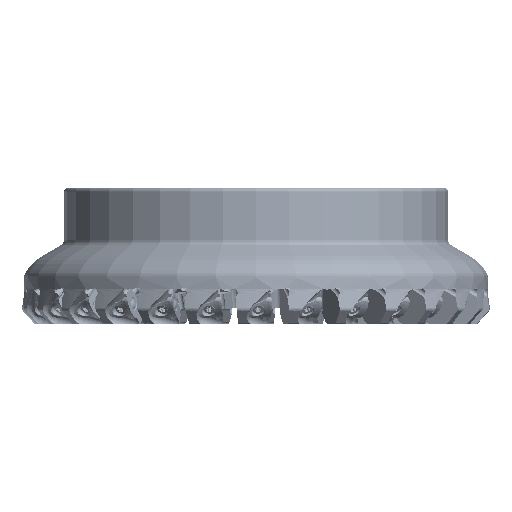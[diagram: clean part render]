
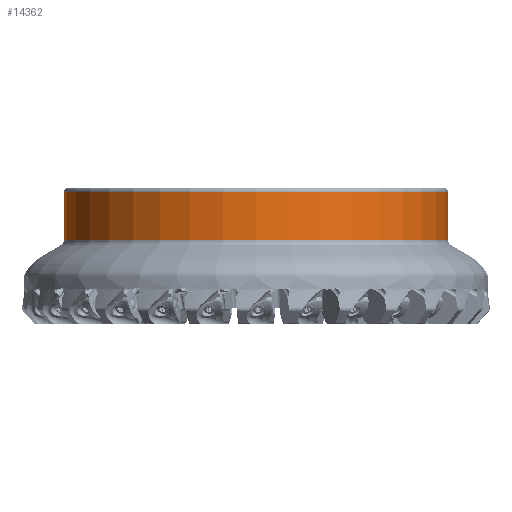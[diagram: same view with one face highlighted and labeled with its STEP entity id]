
A CAD part, front view. The second image highlights one B-rep face of the part: STEP entity #14362.
In plain terms, the highlighted cylindrical face has radius 87.5 mm (diameter 175 mm), a partial arc.
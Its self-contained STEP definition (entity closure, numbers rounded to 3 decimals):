
#3275=CYLINDRICAL_SURFACE('',#82131,87.5);
#6123=LINE('',#143830,#9905);
#6124=LINE('',#143832,#9906);
#9905=VECTOR('',#96577,1.);
#9906=VECTOR('',#96578,1.);
#14362=ADVANCED_FACE('',(#19582),#3275,.T.);
#19582=FACE_OUTER_BOUND('',#23916,.T.);
#23916=EDGE_LOOP('',(#41615,#41616,#41617,#41618));
#27944=CIRCLE('',#82128,87.5);
#27945=CIRCLE('',#82130,87.5);
#41615=ORIENTED_EDGE('',*,*,#67469,.F.);
#41616=ORIENTED_EDGE('',*,*,#67468,.F.);
#41617=ORIENTED_EDGE('',*,*,#67470,.F.);
#41618=ORIENTED_EDGE('',*,*,#67471,.F.);
#57973=VERTEX_POINT('',#143823);
#57974=VERTEX_POINT('',#143825);
#57975=VERTEX_POINT('',#143831);
#57976=VERTEX_POINT('',#143833);
#67468=EDGE_CURVE('',#57974,#57973,#27944,.T.);
#67469=EDGE_CURVE('',#57973,#57975,#6123,.T.);
#67470=EDGE_CURVE('',#57976,#57974,#6124,.T.);
#67471=EDGE_CURVE('',#57975,#57976,#27945,.T.);
#82128=AXIS2_PLACEMENT_3D('',#143828,#96573,#96574);
#82130=AXIS2_PLACEMENT_3D('',#143834,#96579,#96580);
#82131=AXIS2_PLACEMENT_3D('',#143835,#96581,#96582);
#96573=DIRECTION('',(0.,0.,-1.));
#96574=DIRECTION('',(1.,0.,0.));
#96577=DIRECTION('',(0.,0.,1.));
#96578=DIRECTION('',(0.,0.,-1.));
#96579=DIRECTION('',(0.,0.,1.));
#96580=DIRECTION('',(-1.,0.,0.));
#96581=DIRECTION('',(0.,0.,-1.));
#96582=DIRECTION('',(-1.,0.,0.));
#143823=CARTESIAN_POINT('',(-87.5,0.,-23.723));
#143825=CARTESIAN_POINT('',(87.5,0.,-23.723));
#143828=CARTESIAN_POINT('',(0.,0.,-23.723));
#143830=CARTESIAN_POINT('',(-87.5,0.,-23.723));
#143831=CARTESIAN_POINT('',(-87.5,0.,-2.));
#143832=CARTESIAN_POINT('',(87.5,0.,-2.));
#143833=CARTESIAN_POINT('',(87.5,0.,-2.));
#143834=CARTESIAN_POINT('',(0.,0.,-2.));
#143835=CARTESIAN_POINT('',(0.,0.,-1.566));
